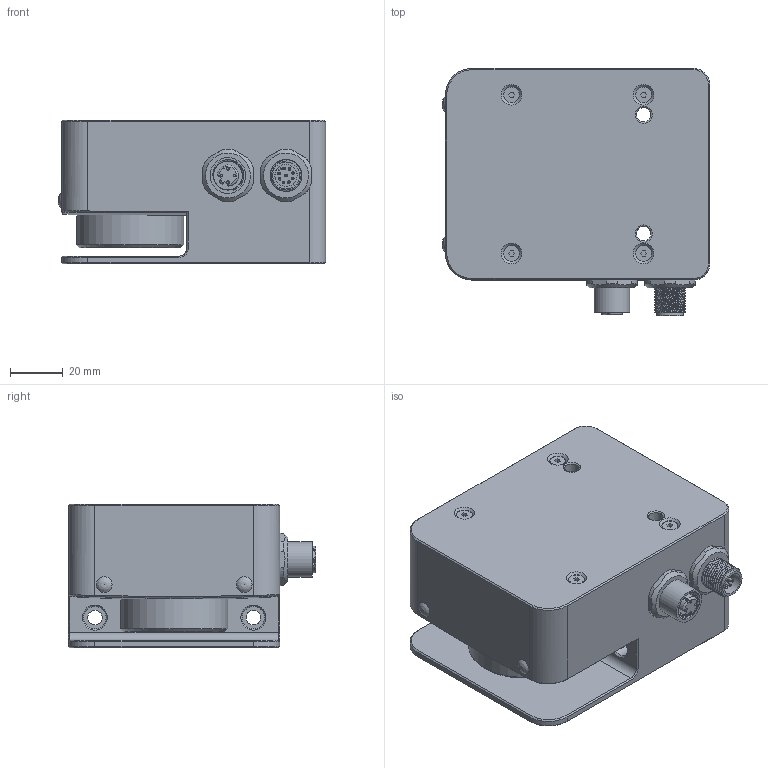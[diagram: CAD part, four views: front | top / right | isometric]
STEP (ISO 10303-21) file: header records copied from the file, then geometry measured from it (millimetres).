
FILE_DESCRIPTION(/* description */ (''),/* implementation_level */ '2;1');
FILE_NAME(/* name */ 'P55D-成品图.stp',/* time_stamp */ '2025-05-07T09:17:21+08:00',/* author */ (''),/* organization */ (''),/* preprocessor_version */ 'ST-DEVELOPER v16.7',/* originating_system */ 'SIEMENS PLM Software NX 12.0',/* authorisation */ '');
FILE_SCHEMA (('AP203_CONFIGURATION_CONTROLLED_3D_DESIGN_OF_MECHANICAL_PARTS_AND_ASSEMBLIES_MIM_LF { 1 0 10303 403 2 1 2}'));
Length unit declared in the file: millimetre
Products named in the file (1): Dell06B04064v9km
Bounding box: 101.19 x 93.5 x 54.5 mm (x, y, z)
Volume: 377195.1 mm3; surface area: 66764.9 mm2
Topology: 1 solids, 22 shells, 513 faces, 1259 edges, 828 vertices
Faces by surface type: plane 278, cylinder 139, cone 42, extrusion 24, bspline 23, torus 7
Full cylindrical faces by diameter (mm): 1 x18, 2.5 x4, 3 x4, 3.5 x4, 5.1 x2, 5.5 x4, 6 x4, 7.5 x2, 7.8 x1, 8.4 x1, 8.5 x4, 10.2 x1, 13.5 x1, 17 x2, 40.6 x1, 40.65 x1
Entity records: 21384 total; most frequent: CARTESIAN_POINT 9523, ORIENTED_EDGE 2206, DIRECTION 2138, EDGE_CURVE 1103, AXIS2_PLACEMENT_3D 787, VERTEX_POINT 774, EDGE_LOOP 673, VECTOR 564
